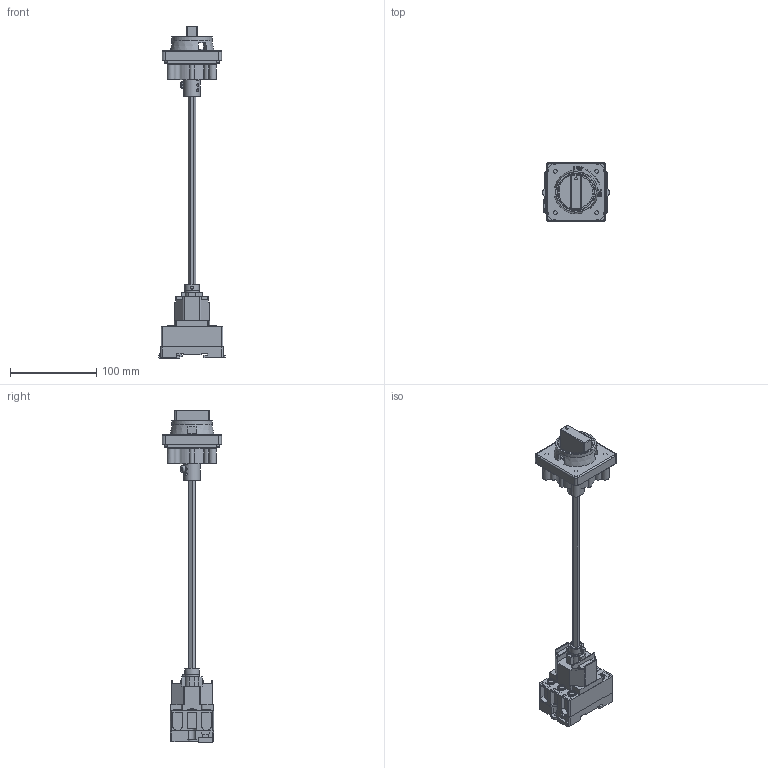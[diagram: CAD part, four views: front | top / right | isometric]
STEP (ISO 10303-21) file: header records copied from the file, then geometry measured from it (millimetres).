
FILE_DESCRIPTION((''),'2;1');
FILE_NAME('60D10146X01 - PDS2-325-PHMRY11.stp','2015-06-09T17:05:37',('mroknich'),(''),'Autodesk Inventor 2013','Autodesk Inventor 2013','');
FILE_SCHEMA(('AUTOMOTIVE_DESIGN { 1 0 10303 214 1 1 1 1 }'));
Length unit declared in the file: inch
Products named in the file (1): 60D10146X01
Bounding box: 77.3 x 68.58 x 385.56 mm (x, y, z)
Volume: 295146.1 mm3; surface area: 79198.5 mm2
Topology: 2 solids, 8 shells, 749 faces, 2043 edges, 1333 vertices
Faces by surface type: plane 495, cylinder 191, bspline 44, torus 16, sphere 2, cone 1
Full cylindrical faces by diameter (mm): 2.54 x8, 3.175 x4, 3.302 x1, 3.404 x6, 4.394 x8, 4.47 x2, 7.061 x6, 8.001 x1, 9.906 x4, 13.155 x1, 13.156 x1, 16.966 x1, 18.923 x1, 23.324 x1, 40.132 x1, 42.037 x1, 43.561 x1, 46.736 x1
Entity records: 25035 total; most frequent: CARTESIAN_POINT 5476, ORIENTED_EDGE 3924, DIRECTION 3722, EDGE_CURVE 1962, VECTOR 1354, LINE 1354, VERTEX_POINT 1311, AXIS2_PLACEMENT_3D 1184
